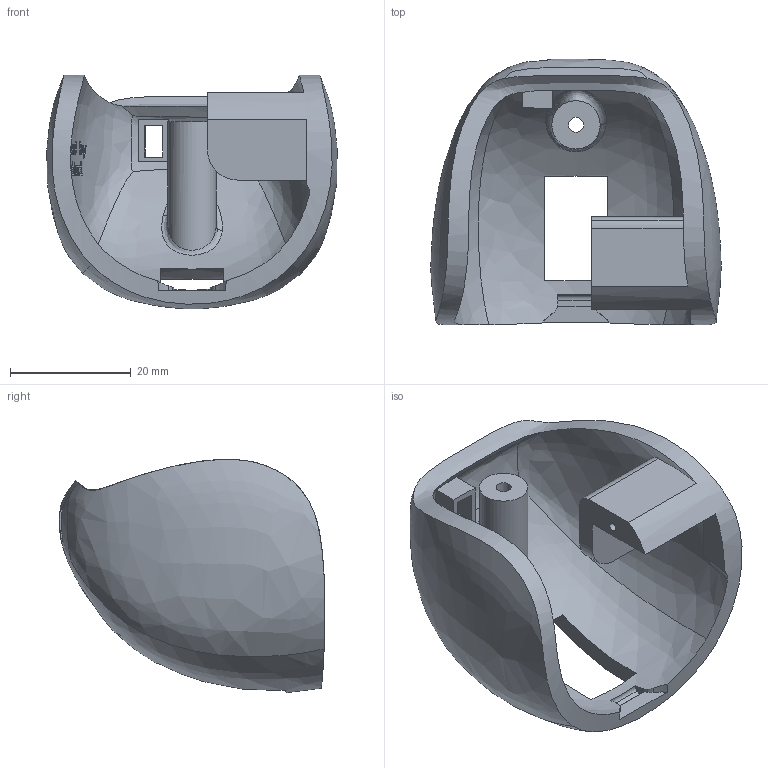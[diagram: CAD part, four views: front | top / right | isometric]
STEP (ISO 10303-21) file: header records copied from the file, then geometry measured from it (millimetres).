
FILE_DESCRIPTION(('STEP AP214'),'1');
FILE_NAME('.step','2022-04-19T05:47:09',(' '),(' '),'Spatial InterOp 3D',' ',' ');
FILE_SCHEMA(('AUTOMOTIVE_DESIGN { 1 0 10303 214 1 1 1 1 }'));
Length unit declared in the file: metre
Products named in the file (1): 实体1
Bounding box: 48.13 x 44.05 x 38.69 mm (x, y, z)
Volume: 14361.3 mm3; surface area: 10894 mm2
Topology: 1 solids, 1 shells, 601 faces, 1717 edges, 1146 vertices
Faces by surface type: bspline 235, cylinder 206, plane 160
Entity records: 30001 total; most frequent: CARTESIAN_POINT 16262, ORIENTED_EDGE 3434, DIRECTION 1942, EDGE_CURVE 1717, VERTEX_POINT 1146, B_SPLINE_CURVE_WITH_KNOTS 802, AXIS2_PLACEMENT_3D 660, EDGE_LOOP 635
